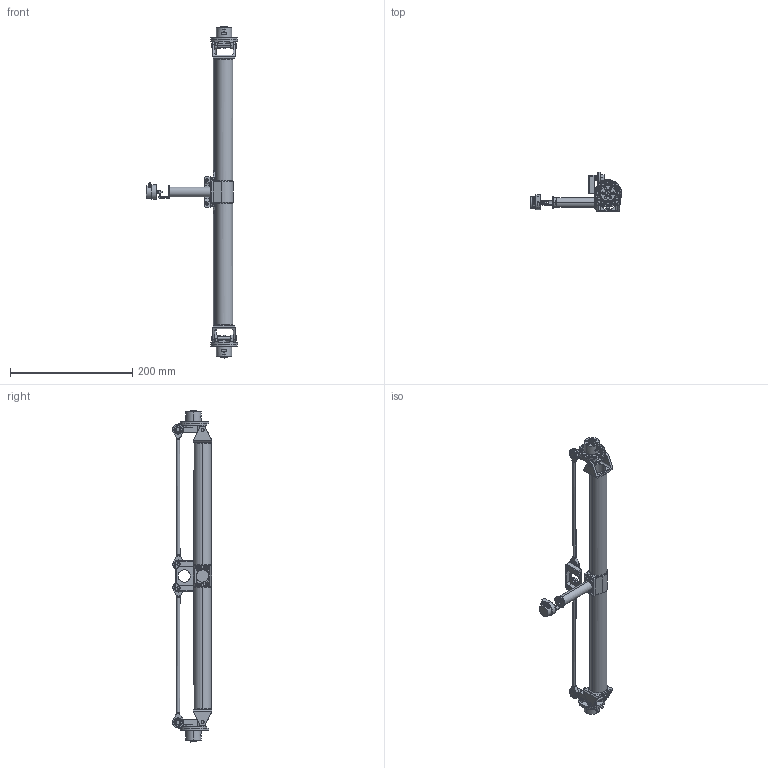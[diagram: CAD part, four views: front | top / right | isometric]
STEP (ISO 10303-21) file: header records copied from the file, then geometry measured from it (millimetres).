
FILE_DESCRIPTION (( 'STEP AP214' ), '1' );
FILE_NAME ('Back_axis.STEP', '2017-06-18T17:17:38', ( '' ), ( '' ), 'SwSTEP 2.0', 'SolidWorks 2017', '' );
FILE_SCHEMA (( 'AUTOMOTIVE_DESIGN' ));
Length unit declared in the file: millimetre
Products named in the file (13): 21; 4; CP5-21; FR004-Beam; 36; 6; WMD2 suspension block; WMD1 suspension block; Back_axis; 7; FR007-Link; 2; 24
Assembly tree (14 placements, depth 2):
  Back_axis
    2
    4
    36
    6
    7
    21  x2
    24
    CP5-21
    FR004-Beam
    FR007-Link  x2
    WMD1 suspension block
    WMD2 suspension block
Bounding box: 149 x 64.5 x 543.25 mm (x, y, z)
Volume: 150728 mm3; surface area: 134402.4 mm2
Topology: 14 solids, 16 shells, 1271 faces, 3169 edges, 1976 vertices
Faces by surface type: cylinder 471, plane 465, cone 205, torus 70, bspline 32, sphere 28
Entity records: 37311 total; most frequent: CARTESIAN_POINT 8278, DIRECTION 6267, ORIENTED_EDGE 5776, EDGE_CURVE 2888, AXIS2_PLACEMENT_3D 2437, VERTEX_POINT 1820, VECTOR 1393, LINE 1393
